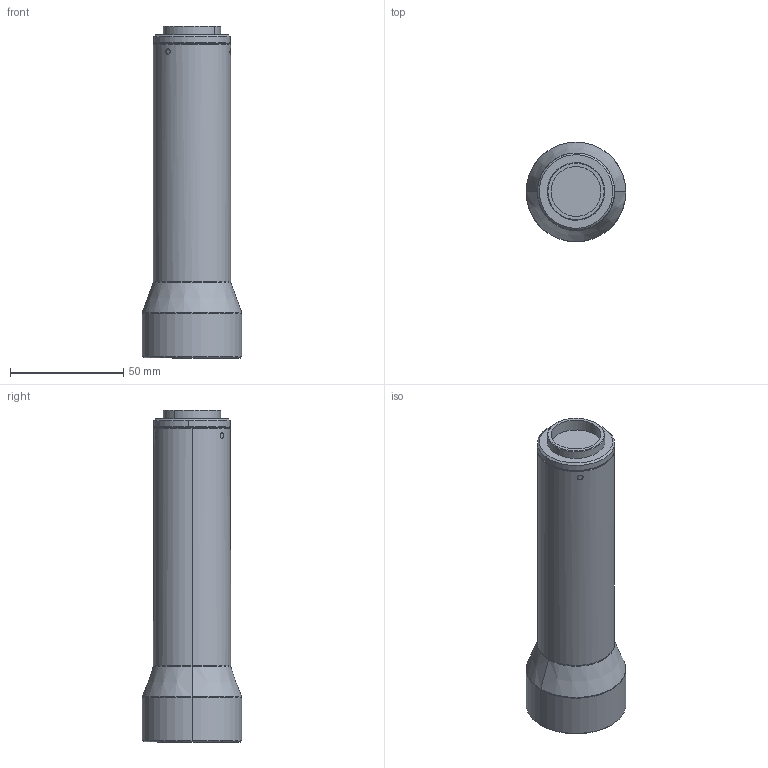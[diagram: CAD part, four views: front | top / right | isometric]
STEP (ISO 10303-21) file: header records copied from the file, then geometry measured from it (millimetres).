
FILE_DESCRIPTION (( 'STEP AP203' ), '1' );
FILE_NAME ('WWK10-110-111V3.STEP', '2022-09-27T07:04:50', ( '' ), ( '' ), 'SwSTEP 2.0', 'SolidWorks 2017', '' );
FILE_SCHEMA (( 'CONFIG_CONTROL_DESIGN' ));
Length unit declared in the file: millimetre
Products named in the file (1): WWK10-110-111V3
Bounding box: 44 x 44 x 146.39 mm (x, y, z)
Volume: 140686.3 mm3; surface area: 19656.1 mm2
Topology: 1 solids, 1 shells, 56 faces, 122 edges, 76 vertices
Faces by surface type: cylinder 23, plane 15, cone 14, torus 4
Entity records: 1823 total; most frequent: CARTESIAN_POINT 495, DIRECTION 280, ORIENTED_EDGE 244, EDGE_CURVE 122, AXIS2_PLACEMENT_3D 117, VERTEX_POINT 76, EDGE_LOOP 64, CIRCLE 60
